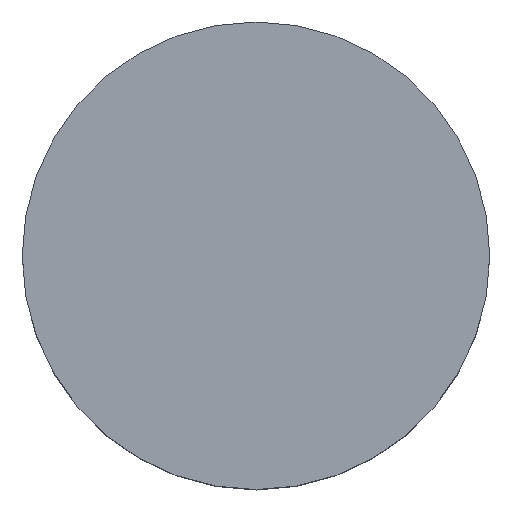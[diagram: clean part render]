
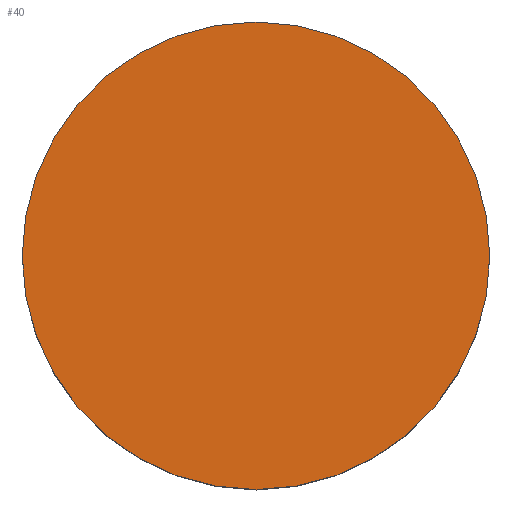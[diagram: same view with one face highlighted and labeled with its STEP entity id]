
A CAD part, top view. The second image highlights one B-rep face of the part: STEP entity #40.
In plain terms, the highlighted planar face has unit normal (0, 0, 1).
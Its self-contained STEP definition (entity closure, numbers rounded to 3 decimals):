
#35=PLANE('',#92);
#37=FACE_OUTER_BOUND('',#47,.T.);
#40=ADVANCED_FACE('',(#37),#35,.T.);
#47=EDGE_LOOP('',(#51));
#51=ORIENTED_EDGE('',*,*,#55,.T.);
#53=VERTEX_POINT('',#151);
#55=EDGE_CURVE('',#53,#53,#57,.T.);
#57=CIRCLE('',#89,6.);
#89=AXIS2_PLACEMENT_3D('',#150,#100,#101);
#92=AXIS2_PLACEMENT_3D('',#155,#106,#107);
#100=DIRECTION('',(0.,0.,1.));
#101=DIRECTION('',(1.,0.,0.));
#106=DIRECTION('',(0.,0.,1.));
#107=DIRECTION('',(1.,0.,0.));
#150=CARTESIAN_POINT('',(0.,0.,0.));
#151=CARTESIAN_POINT('',(6.,0.,0.));
#155=CARTESIAN_POINT('',(0.,0.,0.));
